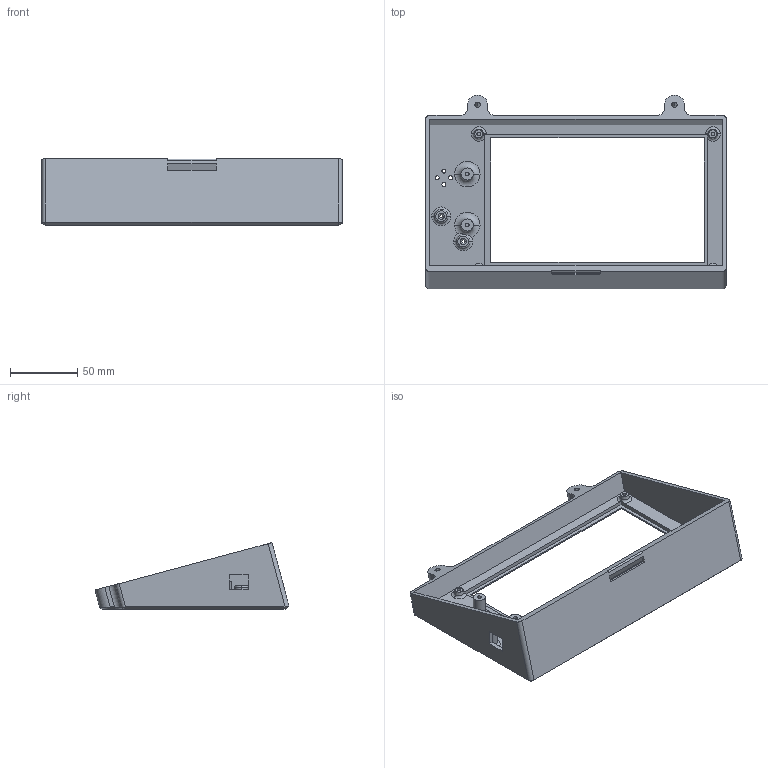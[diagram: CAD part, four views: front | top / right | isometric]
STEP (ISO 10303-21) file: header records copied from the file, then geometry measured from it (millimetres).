
FILE_DESCRIPTION (( 'STEP AP203' ), '1' );
FILE_NAME ('PanelDue 7-LCD Case.STEP', '2016-03-16T16:56:20', ( '' ), ( '' ), 'SwSTEP 2.0', 'SolidWorks 2015', '' );
FILE_SCHEMA (( 'CONFIG_CONTROL_DESIGN' ));
Length unit declared in the file: millimetre
Products named in the file (1): PanelDue 7-LCD Case
Bounding box: 224 x 144.52 x 49.65 mm (x, y, z)
Volume: 138564.6 mm3; surface area: 76666.7 mm2
Topology: 1 solids, 1 shells, 161 faces, 391 edges, 246 vertices
Faces by surface type: plane 66, cylinder 53, torus 24, bspline 10, cone 8
Entity records: 6231 total; most frequent: CARTESIAN_POINT 2338, DIRECTION 804, ORIENTED_EDGE 782, EDGE_CURVE 391, AXIS2_PLACEMENT_3D 314, VERTEX_POINT 246, EDGE_LOOP 195, VECTOR 176
